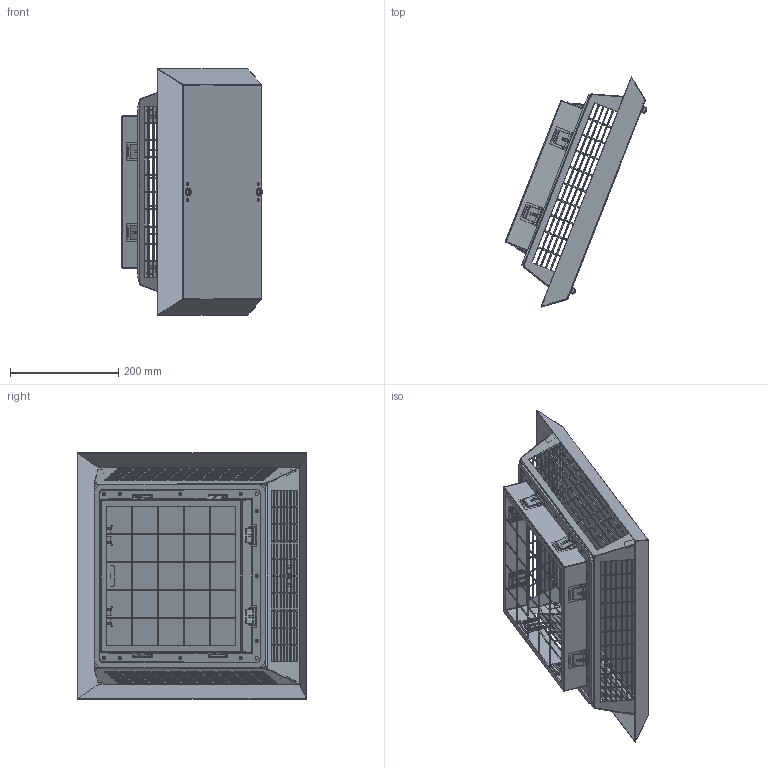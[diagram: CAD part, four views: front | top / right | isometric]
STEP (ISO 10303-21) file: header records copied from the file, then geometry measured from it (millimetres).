
FILE_DESCRIPTION((''),'2;1');
FILE_NAME('FF6005-COMPLETE_ASM_1_ASM','2021-11-30T14:35:01',('alexcam'),(''),'CREO PARAMETRIC BY PTC INC, 2018500','CREO PARAMETRIC BY PTC INC, 2018500','');
FILE_SCHEMA(('CONFIG_CONTROL_DESIGN'));
Products named in the file (14): FL6XXX-HOUSING_1_1; FL6XXX-GASKET1_1_1; FL6XXX-HOUSING_ASM_1_1_ASM; FF6005-INTAKE_1; FL6XXX-CLIP-FREE_1_1; FL6XXX-CLIP-FLEXED_1_1; FF6005-INTAKE_ASM_1_ASM; FL6XXX-COVER_1_1; M3_X_6_AL_AL_RIVETED_1; D7-275-135-400_1_1; D7-265-720-190_1_1; FL6XXX-QUARTERTURN-SOUTHCO-X4_1_ASM; FL6XXX-COVER_ASM_1_1_ASM; FF6005-COMPLETE_ASM_1_ASM
Assembly tree (35 placements, depth 4):
  FF6005-COMPLETE_ASM_1_ASM
    FL6XXX-HOUSING_ASM_1_1_ASM
      FL6XXX-HOUSING_1_1
      FL6XXX-GASKET1_1_1
    FF6005-INTAKE_ASM_1_ASM
      FF6005-INTAKE_1
      FL6XXX-CLIP-FREE_1_1  x4
      FL6XXX-CLIP-FLEXED_1_1  x4
    FL6XXX-COVER_ASM_1_1_ASM
      FL6XXX-COVER_1_1
      M3_X_6_AL_AL_RIVETED_1  x4
      FL6XXX-QUARTERTURN-SOUTHCO-X4_1_ASM  x2
        D7-275-135-400_1_1
        D7-265-720-190_1_1
    M3_X_6_AL_AL_RIVETED_1  x12
Bounding box: 261.01 x 425.4 x 457.12 mm (x, y, z)
Volume: 557593 mm3; surface area: 1069250.1 mm2
Topology: 32 solids, 32 shells, 4404 faces, 12356 edges, 8054 vertices
Faces by surface type: plane 3378, cylinder 790, bspline 92, torus 84, cone 56, sphere 4
Entity records: 93846 total; most frequent: CARTESIAN_POINT 19287, ORIENTED_EDGE 15916, DIRECTION 13924, EDGE_CURVE 7958, VECTOR 6934, LINE 6934, VERTEX_POINT 5167, EDGE_LOOP 3635
